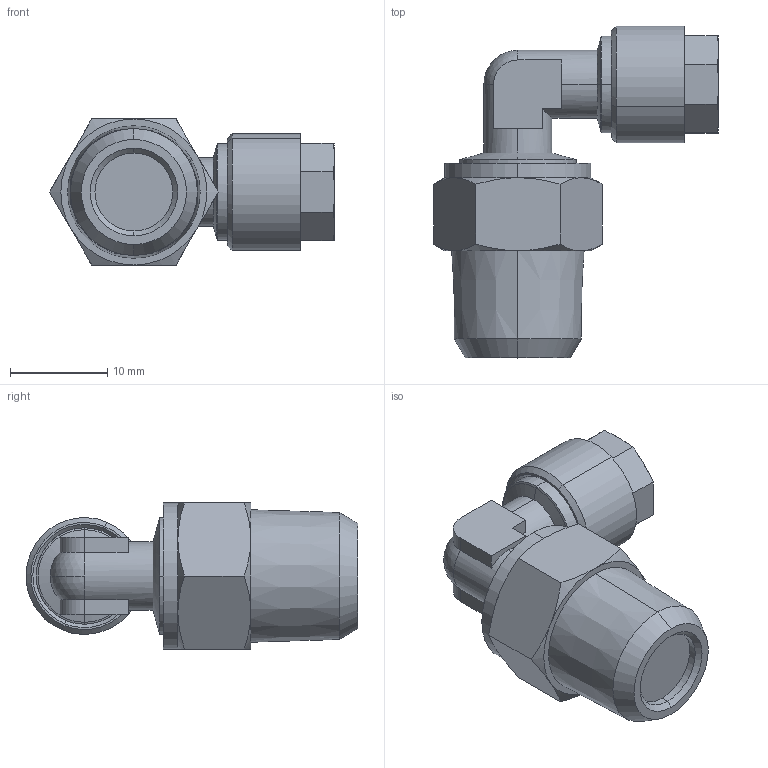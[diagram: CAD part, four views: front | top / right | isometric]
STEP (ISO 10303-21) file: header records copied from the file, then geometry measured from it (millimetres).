
FILE_DESCRIPTION (( 'STEP AP214' ), '1' );
FILE_NAME ('0111000002.step', '2012-09-28T13:23:36', ( '' ), ( '' ), 'SwSTEP 2.0', 'SolidWorks 2012', '' );
FILE_SCHEMA (( 'AUTOMOTIVE_DESIGN' ));
Length unit declared in the file: millimetre
Products named in the file (1): 0111000002
Bounding box: 29.26 x 34.09 x 15 mm (x, y, z)
Volume: 5076.7 mm3; surface area: 2331.6 mm2
Topology: 1 solids, 1 shells, 101 faces, 230 edges, 137 vertices
Faces by surface type: cone 37, plane 36, cylinder 20, torus 6, sphere 2
Entity records: 4059 total; most frequent: CARTESIAN_POINT 656, DIRECTION 491, ORIENTED_EDGE 460, EDGE_CURVE 230, AXIS2_PLACEMENT_3D 200, VERTEX_POINT 137, EDGE_LOOP 107, UNCERTAINTY_MEASURE_WITH_UNIT 104
